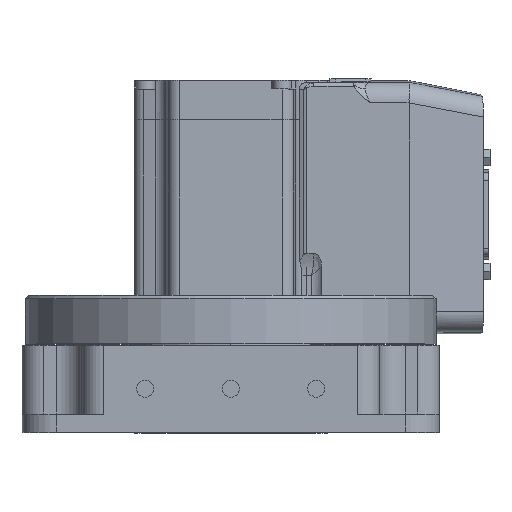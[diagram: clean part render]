
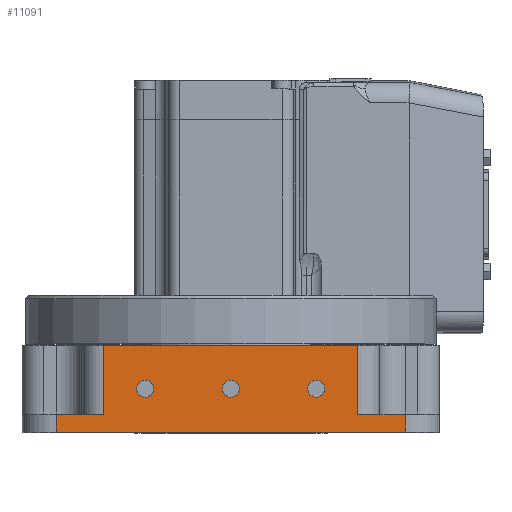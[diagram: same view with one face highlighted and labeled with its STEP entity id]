
A CAD part, top view. The second image highlights one B-rep face of the part: STEP entity #11091.
In plain terms, the highlighted planar face has unit normal (0, 0, 1).
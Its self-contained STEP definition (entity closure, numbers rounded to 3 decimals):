
#842 = FACE_BOUND ( 'NONE', #17922, .T. ) ;
#1407 = CIRCLE ( 'NONE', #5832, 2.5 ) ;
#2009 = CARTESIAN_POINT ( 'NONE',  ( 37.1, 25.38, 61. ) ) ;
#2027 = CARTESIAN_POINT ( 'NONE',  ( -22.5, 12.7, 61. ) ) ;
#2306 = EDGE_CURVE ( 'NONE', #4410, #11288, #19160, .T. ) ;
#2427 = LINE ( 'NONE', #13589, #7379 ) ;
#2636 = AXIS2_PLACEMENT_3D ( 'NONE', #11890, #15083, #16829 ) ;
#2660 = VECTOR ( 'NONE', #22736, 1000. ) ;
#2735 = ORIENTED_EDGE ( 'NONE', *, *, #7726, .T. ) ;
#2895 = CARTESIAN_POINT ( 'NONE',  ( 27.5, 12.7, 61. ) ) ;
#3270 = LINE ( 'NONE', #18671, #7828 ) ;
#3284 = CARTESIAN_POINT ( 'NONE',  ( -25., 12.7, 61. ) ) ;
#3493 = CARTESIAN_POINT ( 'NONE',  ( -37.1, 5., 61. ) ) ;
#3816 = CARTESIAN_POINT ( 'NONE',  ( 2.5, 12.7, 61. ) ) ;
#3888 = EDGE_CURVE ( 'NONE', #11243, #5459, #13224, .T. ) ;
#4061 = DIRECTION ( 'NONE',  ( 0., -1., 0. ) ) ;
#4275 = DIRECTION ( 'NONE',  ( 0., 0., 1. ) ) ;
#4410 = VERTEX_POINT ( 'NONE', #3816 ) ;
#4497 = EDGE_CURVE ( 'NONE', #18694, #23194, #2427, .T. ) ;
#5071 = VECTOR ( 'NONE', #21258, 1000. ) ;
#5114 = DIRECTION ( 'NONE',  ( 0., 0., 1. ) ) ;
#5146 = VERTEX_POINT ( 'NONE', #24562 ) ;
#5276 = EDGE_CURVE ( 'NONE', #15165, #17711, #1407, .T. ) ;
#5292 = ORIENTED_EDGE ( 'NONE', *, *, #15888, .F. ) ;
#5395 = VERTEX_POINT ( 'NONE', #6541 ) ;
#5459 = VERTEX_POINT ( 'NONE', #24030 ) ;
#5570 = CARTESIAN_POINT ( 'NONE',  ( 37.1, 5., 61. ) ) ;
#5607 = CARTESIAN_POINT ( 'NONE',  ( -2.5, 12.7, 61. ) ) ;
#5832 = AXIS2_PLACEMENT_3D ( 'NONE', #6842, #19983, #8458 ) ;
#5897 = CIRCLE ( 'NONE', #20669, 2.5 ) ;
#6338 = VECTOR ( 'NONE', #7617, 1000. ) ;
#6541 = CARTESIAN_POINT ( 'NONE',  ( -51., 5., 61. ) ) ;
#6842 = CARTESIAN_POINT ( 'NONE',  ( 25., 12.7, 61. ) ) ;
#7379 = VECTOR ( 'NONE', #4061, 1000. ) ;
#7488 = CARTESIAN_POINT ( 'NONE',  ( 51., 25.38, 61. ) ) ;
#7617 = DIRECTION ( 'NONE',  ( 0., -1., 0. ) ) ;
#7726 = EDGE_CURVE ( 'NONE', #5146, #5459, #3270, .T. ) ;
#7828 = VECTOR ( 'NONE', #20422, 1000. ) ;
#8421 = LINE ( 'NONE', #23606, #18255 ) ;
#8458 = DIRECTION ( 'NONE',  ( 1., 0., 0. ) ) ;
#8482 = EDGE_CURVE ( 'NONE', #17711, #15165, #19402, .T. ) ;
#8486 = PLANE ( 'NONE',  #8906 ) ;
#8540 = DIRECTION ( 'NONE',  ( 1., 0., 0. ) ) ;
#8587 = DIRECTION ( 'NONE',  ( 0., 0., 1. ) ) ;
#8796 = CARTESIAN_POINT ( 'NONE',  ( -27.5, 12.7, 61. ) ) ;
#8906 = AXIS2_PLACEMENT_3D ( 'NONE', #16114, #23552, #23784 ) ;
#9128 = LINE ( 'NONE', #3493, #15797 ) ;
#9191 = CARTESIAN_POINT ( 'NONE',  ( -37.1, 5., 61. ) ) ;
#9340 = EDGE_CURVE ( 'NONE', #16441, #21997, #15375, .T. ) ;
#10041 = ORIENTED_EDGE ( 'NONE', *, *, #5276, .F. ) ;
#10165 = ORIENTED_EDGE ( 'NONE', *, *, #18214, .F. ) ;
#10490 = DIRECTION ( 'NONE',  ( 0., -1., 0. ) ) ;
#10522 = ORIENTED_EDGE ( 'NONE', *, *, #17654, .T. ) ;
#10760 = AXIS2_PLACEMENT_3D ( 'NONE', #15412, #4275, #11916 ) ;
#11091 = ADVANCED_FACE ( 'NONE', ( #842, #12244, #20121, #21636 ), #8486, .F. ) ;
#11243 = VERTEX_POINT ( 'NONE', #18376 ) ;
#11288 = VERTEX_POINT ( 'NONE', #5607 ) ;
#11445 = ORIENTED_EDGE ( 'NONE', *, *, #9340, .T. ) ;
#11449 = CARTESIAN_POINT ( 'NONE',  ( 37.1, 5., 61. ) ) ;
#11559 = EDGE_LOOP ( 'NONE', ( #15675, #16583 ) ) ;
#11890 = CARTESIAN_POINT ( 'NONE',  ( 25., 12.7, 61. ) ) ;
#11916 = DIRECTION ( 'NONE',  ( 1., 0., 0. ) ) ;
#11964 = VECTOR ( 'NONE', #10490, 1000. ) ;
#12052 = VERTEX_POINT ( 'NONE', #8796 ) ;
#12244 = FACE_BOUND ( 'NONE', #11559, .T. ) ;
#12834 = ORIENTED_EDGE ( 'NONE', *, *, #4497, .F. ) ;
#13224 = LINE ( 'NONE', #7488, #6338 ) ;
#13542 = CIRCLE ( 'NONE', #23948, 2.5 ) ;
#13588 = ORIENTED_EDGE ( 'NONE', *, *, #8482, .F. ) ;
#13589 = CARTESIAN_POINT ( 'NONE',  ( 37.1, 36.8, 61. ) ) ;
#14127 = LINE ( 'NONE', #19517, #11964 ) ;
#14295 = EDGE_CURVE ( 'NONE', #11288, #4410, #5897, .T. ) ;
#14502 = CARTESIAN_POINT ( 'NONE',  ( 0., 12.7, 61. ) ) ;
#14634 = ORIENTED_EDGE ( 'NONE', *, *, #23318, .F. ) ;
#14779 = ORIENTED_EDGE ( 'NONE', *, *, #3888, .F. ) ;
#14928 = CARTESIAN_POINT ( 'NONE',  ( -37.1, 25.38, 61. ) ) ;
#15083 = DIRECTION ( 'NONE',  ( 0., 0., 1. ) ) ;
#15165 = VERTEX_POINT ( 'NONE', #2895 ) ;
#15318 = LINE ( 'NONE', #11449, #2660 ) ;
#15375 = LINE ( 'NONE', #23038, #5071 ) ;
#15412 = CARTESIAN_POINT ( 'NONE',  ( 0., 12.7, 61. ) ) ;
#15675 = ORIENTED_EDGE ( 'NONE', *, *, #2306, .F. ) ;
#15797 = VECTOR ( 'NONE', #16171, 1000. ) ;
#15888 = EDGE_CURVE ( 'NONE', #17075, #12052, #13542, .T. ) ;
#16114 = CARTESIAN_POINT ( 'NONE',  ( -51., 25.38, 61. ) ) ;
#16171 = DIRECTION ( 'NONE',  ( 1., 0., 0. ) ) ;
#16255 = DIRECTION ( 'NONE',  ( 1., 0., 0. ) ) ;
#16441 = VERTEX_POINT ( 'NONE', #14928 ) ;
#16470 = CARTESIAN_POINT ( 'NONE',  ( -25., 12.7, 61. ) ) ;
#16553 = DIRECTION ( 'NONE',  ( 0., 0., 1. ) ) ;
#16583 = ORIENTED_EDGE ( 'NONE', *, *, #14295, .F. ) ;
#16764 = CIRCLE ( 'NONE', #19961, 2.5 ) ;
#16829 = DIRECTION ( 'NONE',  ( 1., 0., 0. ) ) ;
#16927 = DIRECTION ( 'NONE',  ( 1., 0., 0. ) ) ;
#17075 = VERTEX_POINT ( 'NONE', #2027 ) ;
#17654 = EDGE_CURVE ( 'NONE', #5395, #5146, #14127, .T. ) ;
#17711 = VERTEX_POINT ( 'NONE', #18379 ) ;
#17922 = EDGE_LOOP ( 'NONE', ( #10041, #13588 ) ) ;
#18214 = EDGE_CURVE ( 'NONE', #12052, #17075, #16764, .T. ) ;
#18255 = VECTOR ( 'NONE', #8540, 1000. ) ;
#18376 = CARTESIAN_POINT ( 'NONE',  ( 51., 5., 61. ) ) ;
#18379 = CARTESIAN_POINT ( 'NONE',  ( 22.5, 12.7, 61. ) ) ;
#18671 = CARTESIAN_POINT ( 'NONE',  ( -51., 0., 61. ) ) ;
#18694 = VERTEX_POINT ( 'NONE', #2009 ) ;
#19160 = CIRCLE ( 'NONE', #10760, 2.5 ) ;
#19402 = CIRCLE ( 'NONE', #2636, 2.5 ) ;
#19517 = CARTESIAN_POINT ( 'NONE',  ( -51., 25.38, 61. ) ) ;
#19961 = AXIS2_PLACEMENT_3D ( 'NONE', #3284, #16553, #16927 ) ;
#19983 = DIRECTION ( 'NONE',  ( 0., 0., 1. ) ) ;
#19988 = DIRECTION ( 'NONE',  ( 1., 0., 0. ) ) ;
#20064 = EDGE_LOOP ( 'NONE', ( #12834, #14634, #11445, #22988, #10522, #2735, #14779, #20832 ) ) ;
#20121 = FACE_BOUND ( 'NONE', #23003, .T. ) ;
#20422 = DIRECTION ( 'NONE',  ( 1., 0., 0. ) ) ;
#20669 = AXIS2_PLACEMENT_3D ( 'NONE', #14502, #5114, #16255 ) ;
#20832 = ORIENTED_EDGE ( 'NONE', *, *, #23205, .F. ) ;
#21258 = DIRECTION ( 'NONE',  ( 0., -1., 0. ) ) ;
#21636 = FACE_OUTER_BOUND ( 'NONE', #20064, .T. ) ;
#21997 = VERTEX_POINT ( 'NONE', #9191 ) ;
#22365 = EDGE_CURVE ( 'NONE', #5395, #21997, #9128, .T. ) ;
#22736 = DIRECTION ( 'NONE',  ( 1., 0., 0. ) ) ;
#22988 = ORIENTED_EDGE ( 'NONE', *, *, #22365, .F. ) ;
#23003 = EDGE_LOOP ( 'NONE', ( #5292, #10165 ) ) ;
#23038 = CARTESIAN_POINT ( 'NONE',  ( -37.1, 36.8, 61. ) ) ;
#23194 = VERTEX_POINT ( 'NONE', #5570 ) ;
#23205 = EDGE_CURVE ( 'NONE', #23194, #11243, #15318, .T. ) ;
#23318 = EDGE_CURVE ( 'NONE', #16441, #18694, #8421, .T. ) ;
#23552 = DIRECTION ( 'NONE',  ( 0., 0., -1. ) ) ;
#23606 = CARTESIAN_POINT ( 'NONE',  ( -51., 25.38, 61. ) ) ;
#23784 = DIRECTION ( 'NONE',  ( -1., 0., 0. ) ) ;
#23948 = AXIS2_PLACEMENT_3D ( 'NONE', #16470, #8587, #19988 ) ;
#24030 = CARTESIAN_POINT ( 'NONE',  ( 51., 0., 61. ) ) ;
#24562 = CARTESIAN_POINT ( 'NONE',  ( -51., 0., 61. ) ) ;
